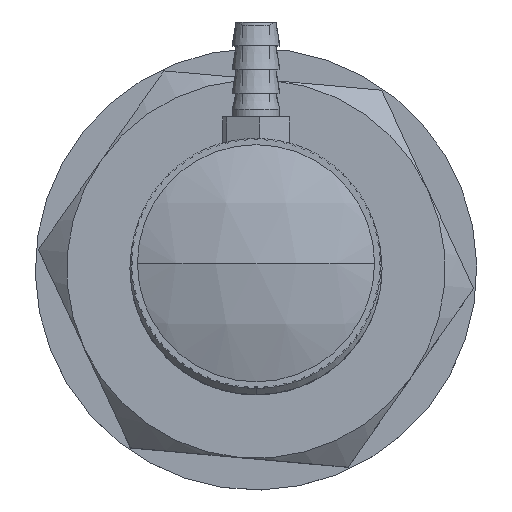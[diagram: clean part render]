
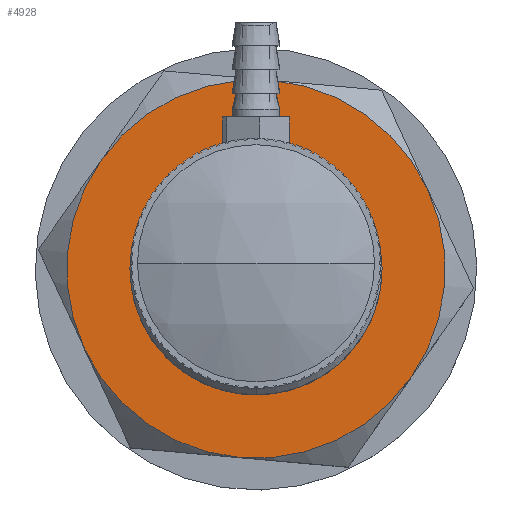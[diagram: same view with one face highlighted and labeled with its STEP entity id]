
A CAD part, top view. The second image highlights one B-rep face of the part: STEP entity #4928.
In plain terms, the highlighted planar face has unit normal (0, 0, 1).
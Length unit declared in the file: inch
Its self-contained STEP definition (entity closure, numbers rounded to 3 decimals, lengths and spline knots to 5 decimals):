
#4501 = AXIS2_PLACEMENT_3D ( 'NONE', #23587, #22944, #23065 ) ;
#4928 = ADVANCED_FACE ( 'NONE', ( #14472, #14465 ), #23230, .F. ) ;
#7062 = CIRCLE ( 'NONE', #19292, 0.5 ) ;
#7063 = CIRCLE ( 'NONE', #19406, 0.5 ) ;
#7068 = CIRCLE ( 'NONE', #19226, 0.75 ) ;
#7069 = CIRCLE ( 'NONE', #19300, 0.75 ) ;
#7075 = CIRCLE ( 'NONE', #19246, 0.75 ) ;
#7085 = CIRCLE ( 'NONE', #19245, 0.75 ) ;
#7086 = CIRCLE ( 'NONE', #19398, 0.75 ) ;
#7087 = CIRCLE ( 'NONE', #19247, 0.75 ) ;
#11004 = EDGE_CURVE ( 'NONE', #14191, #14208, #7062, .T. ) ;
#11005 = EDGE_CURVE ( 'NONE', #14208, #14191, #7063, .T. ) ;
#11015 = EDGE_CURVE ( 'NONE', #23014, #13908, #7068, .T. ) ;
#11016 = EDGE_CURVE ( 'NONE', #14212, #13918, #7069, .T. ) ;
#11027 = EDGE_CURVE ( 'NONE', #14103, #13918, #7075, .T. ) ;
#11043 = EDGE_CURVE ( 'NONE', #14212, #23014, #7085, .T. ) ;
#11059 = EDGE_CURVE ( 'NONE', #23935, #14103, #7086, .T. ) ;
#11061 = EDGE_CURVE ( 'NONE', #13908, #23935, #7087, .T. ) ;
#11198 = CARTESIAN_POINT ( 'NONE',  ( -0.68019, -0.31598, 1.4453 ) ) ;
#11777 = DIRECTION ( 'NONE',  ( 0., 0., 1. ) ) ;
#11778 = DIRECTION ( 'NONE',  ( 0.907, 0.421, 0. ) ) ;
#11779 = DIRECTION ( 'NONE',  ( -0.907, -0.421, 0. ) ) ;
#11780 = CARTESIAN_POINT ( 'NONE',  ( 0., 0., 1.4453 ) ) ;
#11781 = DIRECTION ( 'NONE',  ( 0., 0., -1. ) ) ;
#11907 = ORIENTED_EDGE ( 'NONE', *, *, #11016, .T. ) ;
#11950 = ORIENTED_EDGE ( 'NONE', *, *, #11004, .F. ) ;
#11977 = ORIENTED_EDGE ( 'NONE', *, *, #11005, .F. ) ;
#12004 = ORIENTED_EDGE ( 'NONE', *, *, #11043, .F. ) ;
#12006 = ORIENTED_EDGE ( 'NONE', *, *, #11027, .F. ) ;
#12012 = ORIENTED_EDGE ( 'NONE', *, *, #11059, .F. ) ;
#12017 = ORIENTED_EDGE ( 'NONE', *, *, #11015, .F. ) ;
#12037 = ORIENTED_EDGE ( 'NONE', *, *, #11061, .F. ) ;
#13908 = VERTEX_POINT ( 'NONE', #18377 ) ;
#13918 = VERTEX_POINT ( 'NONE', #18366 ) ;
#14103 = VERTEX_POINT ( 'NONE', #18331 ) ;
#14191 = VERTEX_POINT ( 'NONE', #18198 ) ;
#14208 = VERTEX_POINT ( 'NONE', #18668 ) ;
#14212 = VERTEX_POINT ( 'NONE', #18137 ) ;
#14465 = FACE_BOUND ( 'NONE', #22712, .T. ) ;
#14472 = FACE_OUTER_BOUND ( 'NONE', #14896, .T. ) ;
#14896 = EDGE_LOOP ( 'NONE', ( #12012, #12037, #12017, #12004, #11907, #12006 ) ) ;
#17786 = CARTESIAN_POINT ( 'NONE',  ( 0.61374, -0.43107, 1.4453 ) ) ;
#18137 = CARTESIAN_POINT ( 'NONE',  ( 0.68019, 0.31598, 1.4453 ) ) ;
#18198 = CARTESIAN_POINT ( 'NONE',  ( -0.45346, -0.21065, 1.4453 ) ) ;
#18331 = CARTESIAN_POINT ( 'NONE',  ( -0.61374, 0.43107, 1.4453 ) ) ;
#18366 = CARTESIAN_POINT ( 'NONE',  ( 0.06645, 0.74705, 1.4453 ) ) ;
#18377 = CARTESIAN_POINT ( 'NONE',  ( -0.06645, -0.74705, 1.4453 ) ) ;
#18668 = CARTESIAN_POINT ( 'NONE',  ( 0.45346, 0.21065, 1.4453 ) ) ;
#19226 = AXIS2_PLACEMENT_3D ( 'NONE', #22121, #11781, #11779 ) ;
#19245 = AXIS2_PLACEMENT_3D ( 'NONE', #24486, #24463, #24482 ) ;
#19246 = AXIS2_PLACEMENT_3D ( 'NONE', #24614, #24619, #24544 ) ;
#19247 = AXIS2_PLACEMENT_3D ( 'NONE', #24384, #24405, #24404 ) ;
#19292 = AXIS2_PLACEMENT_3D ( 'NONE', #21680, #22157, #22221 ) ;
#19300 = AXIS2_PLACEMENT_3D ( 'NONE', #11780, #11777, #11778 ) ;
#19398 = AXIS2_PLACEMENT_3D ( 'NONE', #24414, #24383, #24407 ) ;
#19406 = AXIS2_PLACEMENT_3D ( 'NONE', #22225, #22193, #22220 ) ;
#21680 = CARTESIAN_POINT ( 'NONE',  ( 0., 0., 1.4453 ) ) ;
#22121 = CARTESIAN_POINT ( 'NONE',  ( 0., 0., 1.4453 ) ) ;
#22157 = DIRECTION ( 'NONE',  ( 0., 0., 1. ) ) ;
#22193 = DIRECTION ( 'NONE',  ( 0., 0., 1. ) ) ;
#22220 = DIRECTION ( 'NONE',  ( 0.907, 0.421, 0. ) ) ;
#22221 = DIRECTION ( 'NONE',  ( 0.907, 0.421, 0. ) ) ;
#22225 = CARTESIAN_POINT ( 'NONE',  ( 0., 0., 1.4453 ) ) ;
#22712 = EDGE_LOOP ( 'NONE', ( #11977, #11950 ) ) ;
#22944 = DIRECTION ( 'NONE',  ( 0., 0., -1. ) ) ;
#23014 = VERTEX_POINT ( 'NONE', #17786 ) ;
#23065 = DIRECTION ( 'NONE',  ( -0.907, -0.421, 0. ) ) ;
#23230 = PLANE ( 'NONE',  #4501 ) ;
#23587 = CARTESIAN_POINT ( 'NONE',  ( -0.36486, 0.78541, 1.4453 ) ) ;
#23935 = VERTEX_POINT ( 'NONE', #11198 ) ;
#24383 = DIRECTION ( 'NONE',  ( 0., 0., -1. ) ) ;
#24384 = CARTESIAN_POINT ( 'NONE',  ( 0., 0., 1.4453 ) ) ;
#24404 = DIRECTION ( 'NONE',  ( -0.907, -0.421, 0. ) ) ;
#24405 = DIRECTION ( 'NONE',  ( 0., 0., -1. ) ) ;
#24407 = DIRECTION ( 'NONE',  ( -0.907, -0.421, 0. ) ) ;
#24414 = CARTESIAN_POINT ( 'NONE',  ( 0., 0., 1.4453 ) ) ;
#24463 = DIRECTION ( 'NONE',  ( 0., 0., -1. ) ) ;
#24482 = DIRECTION ( 'NONE',  ( -0.907, -0.421, 0. ) ) ;
#24486 = CARTESIAN_POINT ( 'NONE',  ( 0., 0., 1.4453 ) ) ;
#24544 = DIRECTION ( 'NONE',  ( -0.907, -0.421, 0. ) ) ;
#24614 = CARTESIAN_POINT ( 'NONE',  ( 0., 0., 1.4453 ) ) ;
#24619 = DIRECTION ( 'NONE',  ( 0., 0., -1. ) ) ;
